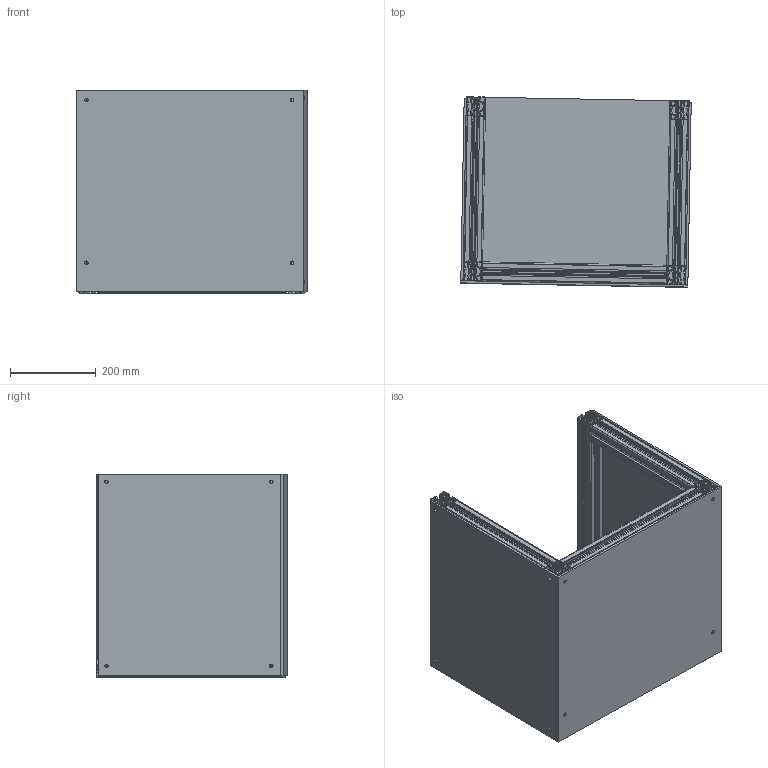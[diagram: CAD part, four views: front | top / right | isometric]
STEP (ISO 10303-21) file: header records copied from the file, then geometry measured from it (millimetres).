
FILE_DESCRIPTION(/* description */ (''),/* implementation_level */ '2;1');
FILE_NAME(/* name */ 'Vision_Stand_Part_1.stp',/* time_stamp */ '2025-03-13T10:38:29+01:00',/* author */ ('parak'),/* organization */ (''),/* preprocessor_version */ 'ST-DEVELOPER v20',/* originating_system */ 'Autodesk Inventor 2025',/* authorisation */ '');
FILE_SCHEMA (('AUTOMOTIVE_DESIGN { 1 0 10303 214 3 1 1 }'));
Length unit declared in the file: millimetre
Products named in the file (6): Stand_AlutecKK_profily; 164545L 430; 164545L 340; Box_side_wall; Box_back_wall; Box_floor
Assembly tree (14 placements, depth 2):
  Stand_AlutecKK_profily
    164545L 430  x8
    164545L 340  x2
    Box_side_wall  x2
    Box_back_wall
    Box_floor
Bounding box: 537.81 x 444.58 x 475 mm (x, y, z)
Volume: 7458196.4 mm3; surface area: 4186096.7 mm2
Topology: 14 solids, 14 shells, 1656 faces, 4884 edges, 3256 vertices
Faces by surface type: plane 1004, cylinder 652
Full cylindrical faces by diameter (mm): 8 x12
Entity records: 11961 total; most frequent: CARTESIAN_POINT 2070, ORIENTED_EDGE 2040, DIRECTION 2032, EDGE_CURVE 1020, LINE 748, VECTOR 748, VERTEX_POINT 680, AXIS2_PLACEMENT_3D 642
